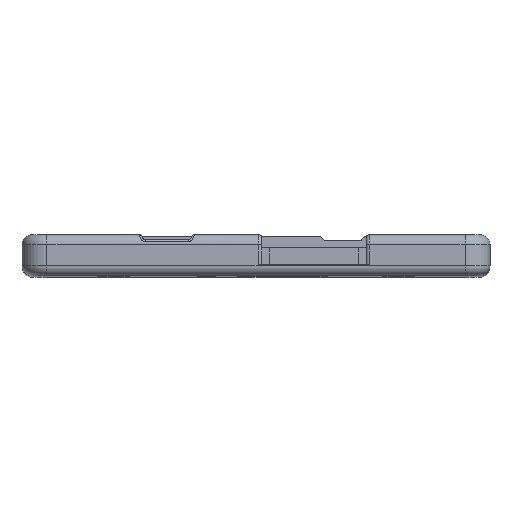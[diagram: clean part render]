
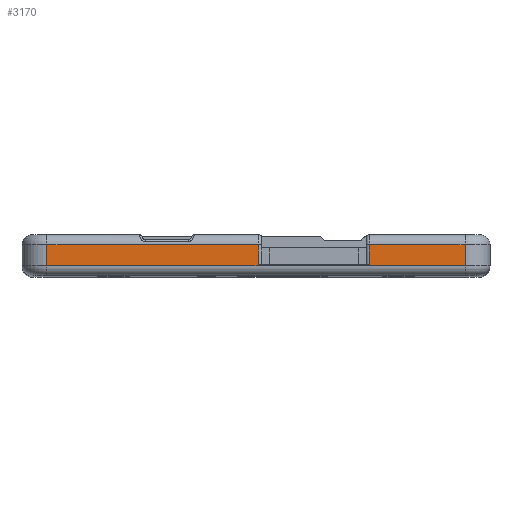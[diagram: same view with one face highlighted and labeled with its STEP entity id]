
A CAD part, top view. The second image highlights one B-rep face of the part: STEP entity #3170.
In plain terms, the highlighted planar face has unit normal (0, 0, 1).
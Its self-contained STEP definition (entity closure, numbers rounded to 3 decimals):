
#125 = LINE ( 'NONE', #5107, #6393 ) ;
#211 = CARTESIAN_POINT ( 'NONE',  ( 18.15, -2.72, 69.17 ) ) ;
#222 = ORIENTED_EDGE ( 'NONE', *, *, #239, .F. ) ;
#239 = EDGE_CURVE ( 'NONE', #4520, #2693, #3374, .T. ) ;
#349 = DIRECTION ( 'NONE',  ( 0., 1., 0. ) ) ;
#450 = DIRECTION ( 'NONE',  ( 0., -1., 0. ) ) ;
#656 = EDGE_CURVE ( 'NONE', #4211, #4770, #5967, .T. ) ;
#848 = ORIENTED_EDGE ( 'NONE', *, *, #2381, .T. ) ;
#923 = ORIENTED_EDGE ( 'NONE', *, *, #4457, .F. ) ;
#1038 = DIRECTION ( 'NONE',  ( 0., -1., 0. ) ) ;
#1151 = CARTESIAN_POINT ( 'NONE',  ( 0.45, 0.48, 69.17 ) ) ;
#1222 = VECTOR ( 'NONE', #1913, 1000. ) ;
#1524 = LINE ( 'NONE', #4702, #2788 ) ;
#1724 = CARTESIAN_POINT ( 'NONE',  ( 18.15, 159.942, 69.17 ) ) ;
#1739 = VERTEX_POINT ( 'NONE', #2881 ) ;
#1749 = VECTOR ( 'NONE', #7488, 1000. ) ;
#1762 = FACE_OUTER_BOUND ( 'NONE', #3474, .T. ) ;
#1820 = CARTESIAN_POINT ( 'NONE',  ( -33.5, 0.48, 69.17 ) ) ;
#1841 = DIRECTION ( 'NONE',  ( -1., 0., 0. ) ) ;
#1913 = DIRECTION ( 'NONE',  ( 1., 0., 0. ) ) ;
#2232 = AXIS2_PLACEMENT_3D ( 'NONE', #4928, #7425, #1841 ) ;
#2381 = EDGE_CURVE ( 'NONE', #1739, #4033, #5327, .T. ) ;
#2693 = VERTEX_POINT ( 'NONE', #6009 ) ;
#2714 = ORIENTED_EDGE ( 'NONE', *, *, #656, .T. ) ;
#2788 = VECTOR ( 'NONE', #3446, 1000. ) ;
#2859 = EDGE_CURVE ( 'NONE', #4770, #2693, #125, .T. ) ;
#2880 = CARTESIAN_POINT ( 'NONE',  ( -33.5, 159.942, 69.17 ) ) ;
#2881 = CARTESIAN_POINT ( 'NONE',  ( 0.45, -2.72, 69.17 ) ) ;
#2987 = LINE ( 'NONE', #1724, #5220 ) ;
#3134 = LINE ( 'NONE', #7499, #1222 ) ;
#3170 = ADVANCED_FACE ( 'NONE', ( #1762 ), #4854, .F. ) ;
#3374 = LINE ( 'NONE', #3983, #6181 ) ;
#3446 = DIRECTION ( 'NONE',  ( -1., 0., 0. ) ) ;
#3474 = EDGE_LOOP ( 'NONE', ( #4096, #4528, #923, #848, #7103, #2714, #3868, #222 ) ) ;
#3649 = VECTOR ( 'NONE', #349, 1000. ) ;
#3835 = VECTOR ( 'NONE', #1038, 1000. ) ;
#3868 = ORIENTED_EDGE ( 'NONE', *, *, #2859, .T. ) ;
#3919 = CARTESIAN_POINT ( 'NONE',  ( 0.45, 0.48, 69.17 ) ) ;
#3983 = CARTESIAN_POINT ( 'NONE',  ( 33.5, 159.942, 69.17 ) ) ;
#4033 = VERTEX_POINT ( 'NONE', #1151 ) ;
#4096 = ORIENTED_EDGE ( 'NONE', *, *, #4979, .T. ) ;
#4211 = VERTEX_POINT ( 'NONE', #5293 ) ;
#4220 = CARTESIAN_POINT ( 'NONE',  ( -33.5, -2.9, 69.17 ) ) ;
#4457 = EDGE_CURVE ( 'NONE', #1739, #4865, #3134, .T. ) ;
#4461 = DIRECTION ( 'NONE',  ( 1., 0., 0. ) ) ;
#4520 = VERTEX_POINT ( 'NONE', #5045 ) ;
#4528 = ORIENTED_EDGE ( 'NONE', *, *, #7834, .T. ) ;
#4702 = CARTESIAN_POINT ( 'NONE',  ( -33.5, 0.48, 69.17 ) ) ;
#4740 = EDGE_CURVE ( 'NONE', #4033, #4211, #6875, .T. ) ;
#4770 = VERTEX_POINT ( 'NONE', #4220 ) ;
#4854 = PLANE ( 'NONE',  #2232 ) ;
#4865 = VERTEX_POINT ( 'NONE', #211 ) ;
#4928 = CARTESIAN_POINT ( 'NONE',  ( -33.5, 159.942, 69.17 ) ) ;
#4979 = EDGE_CURVE ( 'NONE', #4520, #6926, #1524, .T. ) ;
#5045 = CARTESIAN_POINT ( 'NONE',  ( 33.5, 0.48, 69.17 ) ) ;
#5107 = CARTESIAN_POINT ( 'NONE',  ( -33.5, -2.9, 69.17 ) ) ;
#5220 = VECTOR ( 'NONE', #450, 1000. ) ;
#5292 = CARTESIAN_POINT ( 'NONE',  ( 18.15, 0.48, 69.17 ) ) ;
#5293 = CARTESIAN_POINT ( 'NONE',  ( -33.5, 0.48, 69.17 ) ) ;
#5327 = LINE ( 'NONE', #3919, #3649 ) ;
#5967 = LINE ( 'NONE', #2880, #3835 ) ;
#6009 = CARTESIAN_POINT ( 'NONE',  ( 33.5, -2.9, 69.17 ) ) ;
#6181 = VECTOR ( 'NONE', #6469, 1000. ) ;
#6393 = VECTOR ( 'NONE', #4461, 1000. ) ;
#6469 = DIRECTION ( 'NONE',  ( 0., -1., 0. ) ) ;
#6875 = LINE ( 'NONE', #1820, #1749 ) ;
#6926 = VERTEX_POINT ( 'NONE', #5292 ) ;
#7103 = ORIENTED_EDGE ( 'NONE', *, *, #4740, .T. ) ;
#7425 = DIRECTION ( 'NONE',  ( 0., 0., -1. ) ) ;
#7488 = DIRECTION ( 'NONE',  ( -1., 0., 0. ) ) ;
#7499 = CARTESIAN_POINT ( 'NONE',  ( -33.5, -2.72, 69.17 ) ) ;
#7834 = EDGE_CURVE ( 'NONE', #6926, #4865, #2987, .T. ) ;
